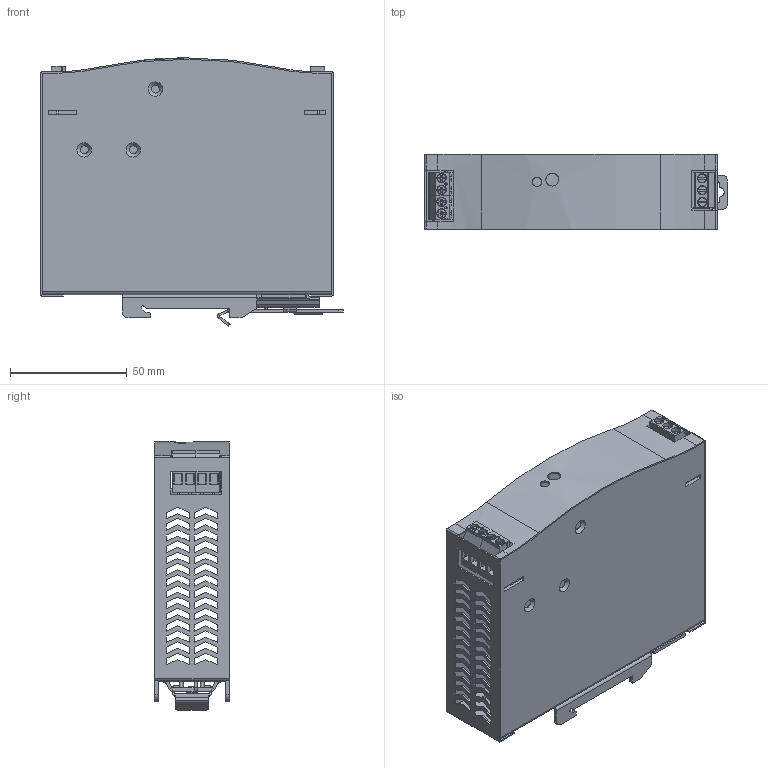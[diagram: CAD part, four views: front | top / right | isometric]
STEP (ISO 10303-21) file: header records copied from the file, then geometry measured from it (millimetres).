
FILE_DESCRIPTION(/* description */ (''),/* implementation_level */ '2;1');
FILE_NAME(/* name */ 'MQR075.stp',/* time_stamp */ '2023-07-21T14:52:59+08:00',/* author */ (''),/* organization */ (''),/* preprocessor_version */ 'ST-DEVELOPER v19.3',/* originating_system */ 'SIEMENS PLM Software NX2212.3001',/* authorisation */ '');
FILE_SCHEMA (('AP203_CONFIGURATION_CONTROLLED_3D_DESIGN_OF_MECHANICAL_PARTS_AND_ASSEMBLIES_MIM_LF { 1 0 10303 403 2 1 2}'));
Length unit declared in the file: millimetre
Products named in the file (8): A04SJKK00000009; A04WJAZP0000010; A01J1DZP0000042; A01J1DZP0000041; A04WJJSK0000102; A04WJJSK0000103; MQR120&150-A01安装片装配; MQR075
Assembly tree (7 placements, depth 3):
  MQR075
    A04WJJSK0000103
    A04WJJSK0000102
    MQR120&150-A01安装片装配
      A04WJAZP0000010
      A04SJKK00000009
    A01J1DZP0000041
    A01J1DZP0000042
Bounding box: 129.53 x 32 x 114.9 mm (x, y, z)
Volume: 57230.5 mm3; surface area: 87949.6 mm2
Topology: 6 solids, 6 shells, 1534 faces, 4361 edges, 2882 vertices
Faces by surface type: plane 1253, cylinder 194, cone 55, torus 26, bspline 6
Full cylindrical faces by diameter (mm): 1 x2, 2.5 x9, 3.5 x10, 3.96 x4, 4 x4
Entity records: 53564 total; most frequent: CARTESIAN_POINT 10609, ORIENTED_EDGE 8590, DIRECTION 7683, EDGE_CURVE 4295, LINE 3527, VECTOR 3527, VERTEX_POINT 2874, AXIS2_PLACEMENT_3D 2078
